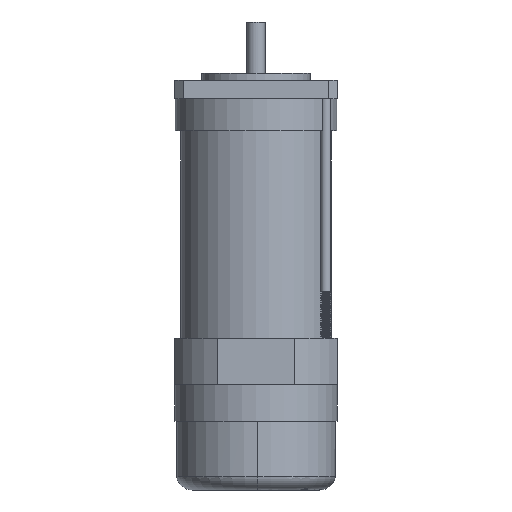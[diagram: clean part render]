
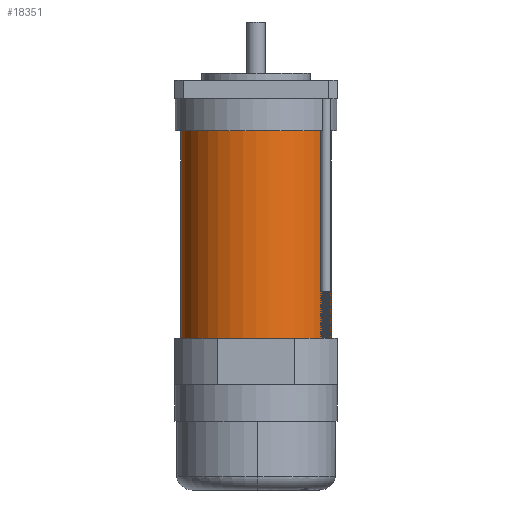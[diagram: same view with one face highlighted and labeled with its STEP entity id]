
A CAD part, front view. The second image highlights one B-rep face of the part: STEP entity #18351.
In plain terms, the highlighted cylindrical face has radius 26.5 mm (diameter 53 mm), a partial arc.
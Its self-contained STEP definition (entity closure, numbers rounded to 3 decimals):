
#487 = CARTESIAN_POINT ( 'NONE',  ( 0., 0., -90.75 ) ) ;
#1943 = DIRECTION ( 'NONE',  ( 0., 0., -1. ) ) ;
#2000 = VERTEX_POINT ( 'NONE', #5528 ) ;
#3470 = ORIENTED_EDGE ( 'NONE', *, *, #40471, .F. ) ;
#4206 = VECTOR ( 'NONE', #17437, 1000. ) ;
#5528 = CARTESIAN_POINT ( 'NONE',  ( -26.5, 0., -90.75 ) ) ;
#6255 = DIRECTION ( 'NONE',  ( 0., 0., 1. ) ) ;
#6261 = DIRECTION ( 'NONE',  ( -1., 0., 0. ) ) ;
#7343 = CARTESIAN_POINT ( 'NONE',  ( -26.5, 0., -17.75 ) ) ;
#7380 = AXIS2_PLACEMENT_3D ( 'NONE', #34231, #27667, #6261 ) ;
#7454 = DIRECTION ( 'NONE',  ( 0., 0., 1. ) ) ;
#7502 = DIRECTION ( 'NONE',  ( -1., 0., 0. ) ) ;
#7671 = DIRECTION ( 'NONE',  ( 1., 0., 0. ) ) ;
#8099 = CARTESIAN_POINT ( 'NONE',  ( 0., 0., -90.75 ) ) ;
#8726 = EDGE_CURVE ( 'NONE', #29962, #40396, #18586, .T. ) ;
#9321 = CARTESIAN_POINT ( 'NONE',  ( 26.5, 0., -90.75 ) ) ;
#10455 = ORIENTED_EDGE ( 'NONE', *, *, #8726, .T. ) ;
#10726 = CYLINDRICAL_SURFACE ( 'NONE', #11098, 26.5 ) ;
#11098 = AXIS2_PLACEMENT_3D ( 'NONE', #487, #7454, #7671 ) ;
#12078 = ORIENTED_EDGE ( 'NONE', *, *, #12954, .T. ) ;
#12954 = EDGE_CURVE ( 'NONE', #40396, #16189, #27769, .T. ) ;
#16189 = VERTEX_POINT ( 'NONE', #7343 ) ;
#17437 = DIRECTION ( 'NONE',  ( 0., 0., 1. ) ) ;
#18351 = ADVANCED_FACE ( 'NONE', ( #35852 ), #10726, .T. ) ;
#18586 = LINE ( 'NONE', #9321, #30412 ) ;
#19199 = AXIS2_PLACEMENT_3D ( 'NONE', #8099, #1943, #7502 ) ;
#21149 = CARTESIAN_POINT ( 'NONE',  ( -26.5, 0., -90.75 ) ) ;
#27533 = LINE ( 'NONE', #21149, #4206 ) ;
#27667 = DIRECTION ( 'NONE',  ( 0., 0., -1. ) ) ;
#27769 = CIRCLE ( 'NONE', #7380, 26.5 ) ;
#28935 = ORIENTED_EDGE ( 'NONE', *, *, #33451, .F. ) ;
#29915 = CARTESIAN_POINT ( 'NONE',  ( 26.5, 0., -17.75 ) ) ;
#29962 = VERTEX_POINT ( 'NONE', #32933 ) ;
#30412 = VECTOR ( 'NONE', #6255, 1000. ) ;
#31783 = EDGE_LOOP ( 'NONE', ( #28935, #3470, #10455, #12078 ) ) ;
#32933 = CARTESIAN_POINT ( 'NONE',  ( 26.5, 0., -90.75 ) ) ;
#33451 = EDGE_CURVE ( 'NONE', #2000, #16189, #27533, .T. ) ;
#34231 = CARTESIAN_POINT ( 'NONE',  ( 0., 0., -17.75 ) ) ;
#35852 = FACE_OUTER_BOUND ( 'NONE', #31783, .T. ) ;
#40142 = CIRCLE ( 'NONE', #19199, 26.5 ) ;
#40396 = VERTEX_POINT ( 'NONE', #29915 ) ;
#40471 = EDGE_CURVE ( 'NONE', #29962, #2000, #40142, .T. ) ;
